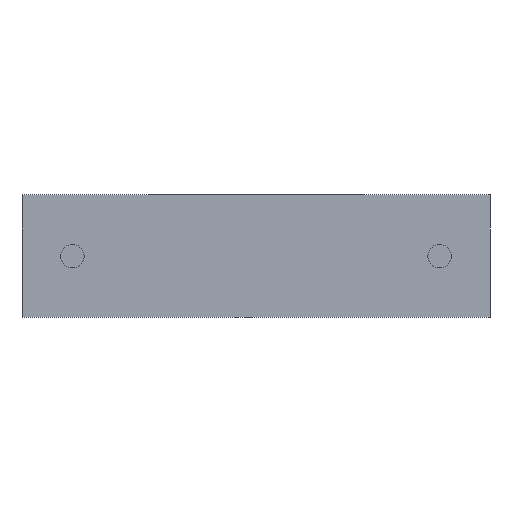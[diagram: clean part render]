
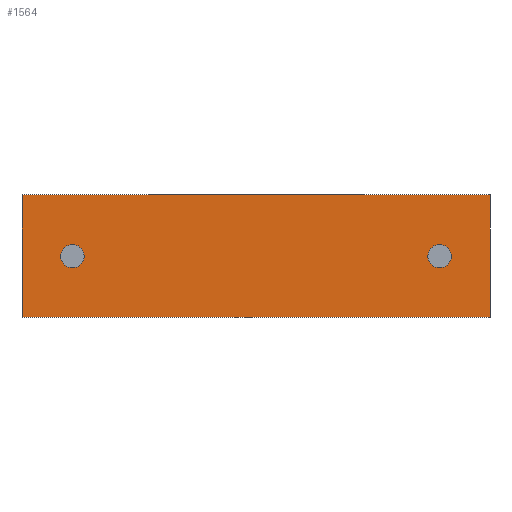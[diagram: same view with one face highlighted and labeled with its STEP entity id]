
A CAD part, front view. The second image highlights one B-rep face of the part: STEP entity #1564.
In plain terms, the highlighted planar face has unit normal (0, -1, 0).
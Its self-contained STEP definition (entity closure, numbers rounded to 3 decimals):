
#85 = CARTESIAN_POINT ( 'NONE',  ( 13., 0., 0. ) ) ;
#97 = DIRECTION ( 'NONE',  ( 0., -1., 0. ) ) ;
#109 = VERTEX_POINT ( 'NONE', #186 ) ;
#110 = CARTESIAN_POINT ( 'NONE',  ( 1.4, 0., 1.7 ) ) ;
#157 = EDGE_CURVE ( 'NONE', #1382, #769, #778, .T. ) ;
#169 = EDGE_LOOP ( 'NONE', ( #1863, #292 ) ) ;
#186 = CARTESIAN_POINT ( 'NONE',  ( 1.4, 0., 2.025 ) ) ;
#212 = CARTESIAN_POINT ( 'NONE',  ( 0., 0., 3.4 ) ) ;
#221 = VECTOR ( 'NONE', #2249, 1000. ) ;
#246 = EDGE_CURVE ( 'NONE', #109, #1977, #2143, .T. ) ;
#251 = VERTEX_POINT ( 'NONE', #840 ) ;
#253 = AXIS2_PLACEMENT_3D ( 'NONE', #922, #744, #533 ) ;
#255 = ORIENTED_EDGE ( 'NONE', *, *, #157, .T. ) ;
#264 = AXIS2_PLACEMENT_3D ( 'NONE', #2246, #550, #370 ) ;
#280 = LINE ( 'NONE', #1908, #221 ) ;
#292 = ORIENTED_EDGE ( 'NONE', *, *, #1493, .F. ) ;
#300 = ORIENTED_EDGE ( 'NONE', *, *, #1652, .F. ) ;
#328 = ORIENTED_EDGE ( 'NONE', *, *, #960, .F. ) ;
#370 = DIRECTION ( 'NONE',  ( 0., 0., -1. ) ) ;
#408 = AXIS2_PLACEMENT_3D ( 'NONE', #1018, #2355, #1643 ) ;
#493 = DIRECTION ( 'NONE',  ( 0., 0., -1. ) ) ;
#512 = FACE_BOUND ( 'NONE', #1289, .T. ) ;
#526 = ORIENTED_EDGE ( 'NONE', *, *, #1927, .T. ) ;
#533 = DIRECTION ( 'NONE',  ( 0., 0., 1. ) ) ;
#550 = DIRECTION ( 'NONE',  ( 0., 1., 0. ) ) ;
#657 = DIRECTION ( 'NONE',  ( 0., 1., 0. ) ) ;
#706 = VERTEX_POINT ( 'NONE', #2142 ) ;
#707 = CIRCLE ( 'NONE', #264, 0.325 ) ;
#744 = DIRECTION ( 'NONE',  ( 0., 1., 0. ) ) ;
#747 = VERTEX_POINT ( 'NONE', #1008 ) ;
#769 = VERTEX_POINT ( 'NONE', #85 ) ;
#778 = LINE ( 'NONE', #851, #1193 ) ;
#824 = CIRCLE ( 'NONE', #1301, 0.325 ) ;
#840 = CARTESIAN_POINT ( 'NONE',  ( 13., 0., 3.4 ) ) ;
#851 = CARTESIAN_POINT ( 'NONE',  ( 0., 0., 0. ) ) ;
#914 = LINE ( 'NONE', #1084, #2138 ) ;
#922 = CARTESIAN_POINT ( 'NONE',  ( 0., 0., 3.4 ) ) ;
#960 = EDGE_CURVE ( 'NONE', #251, #769, #914, .T. ) ;
#1008 = CARTESIAN_POINT ( 'NONE',  ( 11.6, 0., 2.025 ) ) ;
#1018 = CARTESIAN_POINT ( 'NONE',  ( 1.4, 0., 1.7 ) ) ;
#1020 = VECTOR ( 'NONE', #1141, 1000. ) ;
#1068 = EDGE_CURVE ( 'NONE', #747, #706, #707, .T. ) ;
#1084 = CARTESIAN_POINT ( 'NONE',  ( 13., 0., 3.4 ) ) ;
#1109 = PLANE ( 'NONE',  #253 ) ;
#1141 = DIRECTION ( 'NONE',  ( 0., 0., -1. ) ) ;
#1150 = EDGE_LOOP ( 'NONE', ( #255, #328, #300, #1210 ) ) ;
#1193 = VECTOR ( 'NONE', #1420, 1000. ) ;
#1210 = ORIENTED_EDGE ( 'NONE', *, *, #1714, .T. ) ;
#1289 = EDGE_LOOP ( 'NONE', ( #1574, #526 ) ) ;
#1301 = AXIS2_PLACEMENT_3D ( 'NONE', #1801, #657, #493 ) ;
#1382 = VERTEX_POINT ( 'NONE', #1409 ) ;
#1409 = CARTESIAN_POINT ( 'NONE',  ( 0., 0., 0. ) ) ;
#1420 = DIRECTION ( 'NONE',  ( 1., 0., 0. ) ) ;
#1423 = CARTESIAN_POINT ( 'NONE',  ( 1.4, 0., 1.375 ) ) ;
#1442 = CARTESIAN_POINT ( 'NONE',  ( 0., 0., 3.4 ) ) ;
#1493 = EDGE_CURVE ( 'NONE', #1977, #109, #1693, .T. ) ;
#1564 = ADVANCED_FACE ( 'NONE', ( #512, #1931, #1807 ), #1109, .F. ) ;
#1574 = ORIENTED_EDGE ( 'NONE', *, *, #1068, .T. ) ;
#1643 = DIRECTION ( 'NONE',  ( 0., 0., 1. ) ) ;
#1652 = EDGE_CURVE ( 'NONE', #1928, #251, #280, .T. ) ;
#1693 = CIRCLE ( 'NONE', #2043, 0.325 ) ;
#1714 = EDGE_CURVE ( 'NONE', #1928, #1382, #2340, .T. ) ;
#1801 = CARTESIAN_POINT ( 'NONE',  ( 11.6, 0., 1.7 ) ) ;
#1807 = FACE_BOUND ( 'NONE', #169, .T. ) ;
#1838 = DIRECTION ( 'NONE',  ( 0., 0., 1. ) ) ;
#1863 = ORIENTED_EDGE ( 'NONE', *, *, #246, .F. ) ;
#1908 = CARTESIAN_POINT ( 'NONE',  ( 0., 0., 3.4 ) ) ;
#1927 = EDGE_CURVE ( 'NONE', #706, #747, #824, .T. ) ;
#1928 = VERTEX_POINT ( 'NONE', #1442 ) ;
#1931 = FACE_OUTER_BOUND ( 'NONE', #1150, .T. ) ;
#1977 = VERTEX_POINT ( 'NONE', #1423 ) ;
#2043 = AXIS2_PLACEMENT_3D ( 'NONE', #110, #97, #1838 ) ;
#2138 = VECTOR ( 'NONE', #2412, 1000. ) ;
#2142 = CARTESIAN_POINT ( 'NONE',  ( 11.6, 0., 1.375 ) ) ;
#2143 = CIRCLE ( 'NONE', #408, 0.325 ) ;
#2246 = CARTESIAN_POINT ( 'NONE',  ( 11.6, 0., 1.7 ) ) ;
#2249 = DIRECTION ( 'NONE',  ( 1., 0., 0. ) ) ;
#2340 = LINE ( 'NONE', #212, #1020 ) ;
#2355 = DIRECTION ( 'NONE',  ( 0., -1., 0. ) ) ;
#2412 = DIRECTION ( 'NONE',  ( 0., 0., -1. ) ) ;
